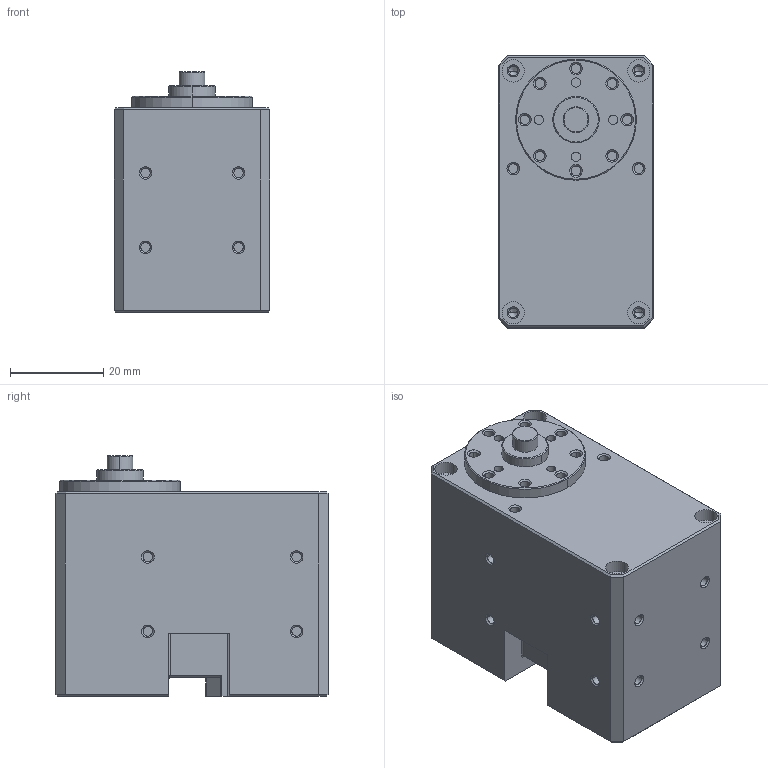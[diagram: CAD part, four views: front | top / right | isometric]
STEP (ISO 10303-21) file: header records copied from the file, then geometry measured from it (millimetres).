
FILE_DESCRIPTION((''),'2;1');
FILE_NAME('DUMMY_DC13_STD','2017-01-25T',('RICK'),(''),'PRO/ENGINEER BY PARAMETRIC TECHNOLOGY CORPORATION, 2015440','PRO/ENGINEER BY PARAMETRIC TECHNOLOGY CORPORATION, 2015440','');
FILE_SCHEMA(('CONFIG_CONTROL_DESIGN'));
Length unit declared in the file: millimetre
Products named in the file (1): DUMMY_DC13_STD
Bounding box: 33.5 x 58.5 x 51.8 mm (x, y, z)
Volume: 83635 mm3; surface area: 14060.3 mm2
Topology: 2 solids, 2 shells, 312 faces, 677 edges, 408 vertices
Faces by surface type: cylinder 122, plane 104, cone 86
Entity records: 8419 total; most frequent: DIRECTION 1583, CARTESIAN_POINT 1411, ORIENTED_EDGE 1322, EDGE_CURVE 661, AXIS2_PLACEMENT_3D 616, VERTEX_POINT 408, EDGE_LOOP 367, VECTOR 351
